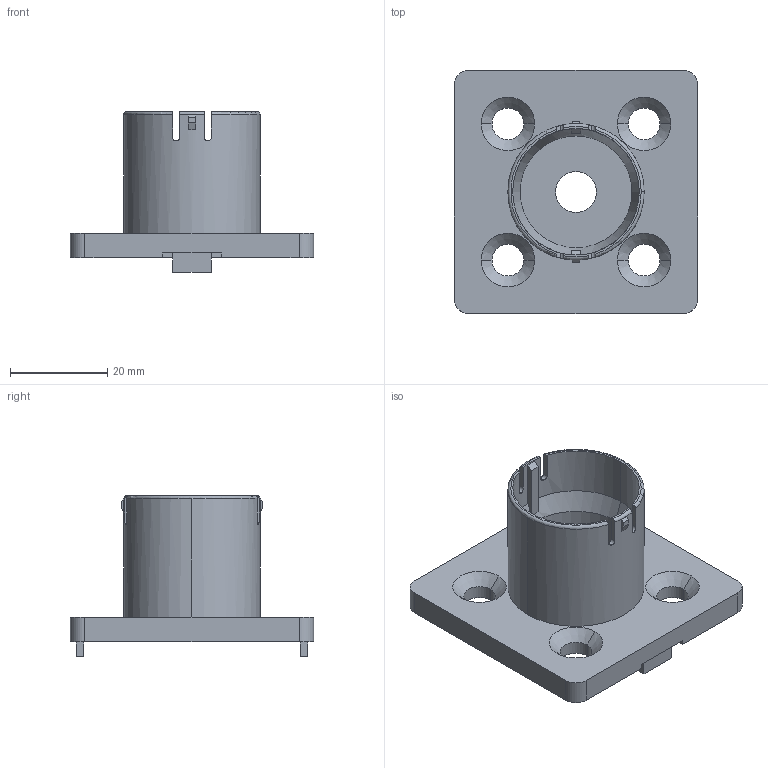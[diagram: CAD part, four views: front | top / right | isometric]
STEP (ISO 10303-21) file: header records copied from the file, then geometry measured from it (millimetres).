
FILE_DESCRIPTION (( 'STEP AP214' ), '1' );
FILE_NAME ('098h500808.STEP', '2014-08-13T07:55:43', ( '' ), ( '' ), 'SwSTEP 2.0', 'SolidWorks 2014', '' );
FILE_SCHEMA (( 'AUTOMOTIVE_DESIGN' ));
Length unit declared in the file: millimetre
Products named in the file (1): 098h500808
Bounding box: 50 x 50 x 33 mm (x, y, z)
Volume: 14887.9 mm3; surface area: 10232.9 mm2
Topology: 1 solids, 1 shells, 98 faces, 260 edges, 169 vertices
Faces by surface type: plane 55, cylinder 28, cone 10, torus 5
Entity records: 3214 total; most frequent: CARTESIAN_POINT 742, ORIENTED_EDGE 520, DIRECTION 486, EDGE_CURVE 260, VERTEX_POINT 169, AXIS2_PLACEMENT_3D 163, VECTOR 160, LINE 160
